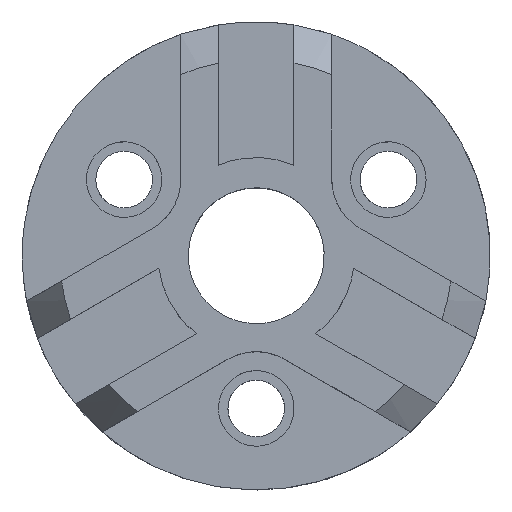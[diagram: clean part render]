
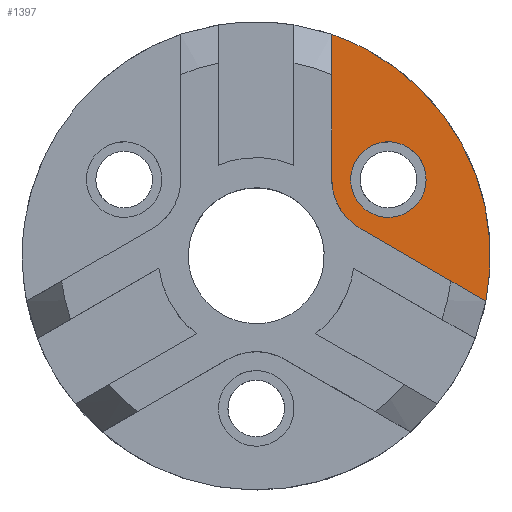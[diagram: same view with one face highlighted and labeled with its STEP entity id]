
A CAD part, top view. The second image highlights one B-rep face of the part: STEP entity #1397.
In plain terms, the highlighted free-form (B-spline) face has degree [1, 1] with [2, 2] control points.
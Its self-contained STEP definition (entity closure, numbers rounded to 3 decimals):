
#100 = VERTEX_POINT('',#101);
#101 = CARTESIAN_POINT('',(8.809,25.849,6.607
    ));
#106 = EDGE_CURVE('',#107,#100,#109,.T.);
#107 = VERTEX_POINT('',#108);
#108 = CARTESIAN_POINT('',(26.791,-5.295,
    6.607));
#109 = ( BOUNDED_CURVE() B_SPLINE_CURVE(2,(#110,#111,#112),
.UNSPECIFIED.,.F.,.F.) B_SPLINE_CURVE_WITH_KNOTS((3,3),(6.088,
7.526),.PIECEWISE_BEZIER_KNOTS.) CURVE() 
GEOMETRIC_REPRESENTATION_ITEM() RATIONAL_B_SPLINE_CURVE((1.,
0.753,1.)) REPRESENTATION_ITEM('') );
#110 = CARTESIAN_POINT('',(26.791,-5.295,
    6.607));
#111 = CARTESIAN_POINT('',(31.424,18.142,
    6.607));
#112 = CARTESIAN_POINT('',(8.809,25.849,6.607
    ));
#571 = EDGE_CURVE('',#572,#107,#574,.T.);
#572 = VERTEX_POINT('',#573);
#573 = CARTESIAN_POINT('',(12.113,3.179,6.607
    ));
#574 = B_SPLINE_CURVE_WITH_KNOTS('',1,(#575,#576),.UNSPECIFIED.,.F.,.F.,
  (2,2),(-4.568,14.671),.PIECEWISE_BEZIER_KNOTS.);
#575 = CARTESIAN_POINT('',(12.113,3.179,6.607
    ));
#576 = CARTESIAN_POINT('',(26.791,-5.295,
    6.607));
#884 = VERTEX_POINT('',#885);
#885 = CARTESIAN_POINT('',(11.012,8.901,6.607
    ));
#892 = EDGE_CURVE('',#884,#884,#893,.T.);
#893 = ( BOUNDED_CURVE() B_SPLINE_CURVE(2,(#894,#895,#896,#897,#898,#899
,#900),.UNSPECIFIED.,.T.,.F.) B_SPLINE_CURVE_WITH_KNOTS((3,2,2,3),(
    3.142,5.236,7.33,9.425),
.PIECEWISE_BEZIER_KNOTS.) CURVE() GEOMETRIC_REPRESENTATION_ITEM() 
RATIONAL_B_SPLINE_CURVE((1.,0.5,1.,0.5,1.,0.5,1.)) REPRESENTATION_ITEM(
  '') );
#894 = CARTESIAN_POINT('',(11.012,8.901,6.607
    ));
#895 = CARTESIAN_POINT('',(11.012,16.53,
    6.607));
#896 = CARTESIAN_POINT('',(17.619,12.715,
    6.607));
#897 = CARTESIAN_POINT('',(24.226,8.901,6.607
    ));
#898 = CARTESIAN_POINT('',(17.619,5.086,6.607
    ));
#899 = CARTESIAN_POINT('',(11.012,1.272,6.607
    ));
#900 = CARTESIAN_POINT('',(11.012,8.901,6.607
    ));
#1331 = VERTEX_POINT('',#1332);
#1332 = CARTESIAN_POINT('',(8.809,8.901,6.607
    ));
#1337 = EDGE_CURVE('',#100,#1331,#1338,.T.);
#1338 = B_SPLINE_CURVE_WITH_KNOTS('',1,(#1339,#1340),.UNSPECIFIED.,.F.,
  .F.,(2,2),(-24.291,-5.052),.PIECEWISE_BEZIER_KNOTS.);
#1339 = CARTESIAN_POINT('',(8.809,25.849,
    6.607));
#1340 = CARTESIAN_POINT('',(8.809,8.901,6.607
    ));
#1354 = EDGE_CURVE('',#1331,#572,#1355,.T.);
#1355 = ( BOUNDED_CURVE() B_SPLINE_CURVE(2,(#1356,#1357,#1358),
.UNSPECIFIED.,.F.,.F.) B_SPLINE_CURVE_WITH_KNOTS((3,3),(0.,
1.047),.PIECEWISE_BEZIER_KNOTS.) CURVE() 
GEOMETRIC_REPRESENTATION_ITEM() RATIONAL_B_SPLINE_CURVE((1.,
0.866,1.)) REPRESENTATION_ITEM('') );
#1356 = CARTESIAN_POINT('',(8.809,8.901,6.607
    ));
#1357 = CARTESIAN_POINT('',(8.809,5.086,6.607
    ));
#1358 = CARTESIAN_POINT('',(12.113,3.179,
    6.607));
#1397 = ADVANCED_FACE('',(#1398,#1404),#1407,.T.);
#1398 = FACE_BOUND('',#1399,.T.);
#1399 = EDGE_LOOP('',(#1400,#1401,#1402,#1403));
#1400 = ORIENTED_EDGE('',*,*,#1337,.T.);
#1401 = ORIENTED_EDGE('',*,*,#1354,.T.);
#1402 = ORIENTED_EDGE('',*,*,#571,.T.);
#1403 = ORIENTED_EDGE('',*,*,#106,.T.);
#1404 = FACE_BOUND('',#1405,.T.);
#1405 = EDGE_LOOP('',(#1406));
#1406 = ORIENTED_EDGE('',*,*,#892,.T.);
#1407 = B_SPLINE_SURFACE_WITH_KNOTS('',1,1,(
    (#1408,#1409)
    ,(#1410,#1411
    )),.UNSPECIFIED.,.F.,.F.,.F.,(2,2),(2,2),(10.,31.),(-6.011,
    29.343),.PIECEWISE_BEZIER_KNOTS.);
#1408 = CARTESIAN_POINT('',(8.809,-5.295,
    6.607));
#1409 = CARTESIAN_POINT('',(8.809,25.849,
    6.607));
#1410 = CARTESIAN_POINT('',(27.309,-5.295,
    6.607));
#1411 = CARTESIAN_POINT('',(27.309,25.849,
    6.607));
